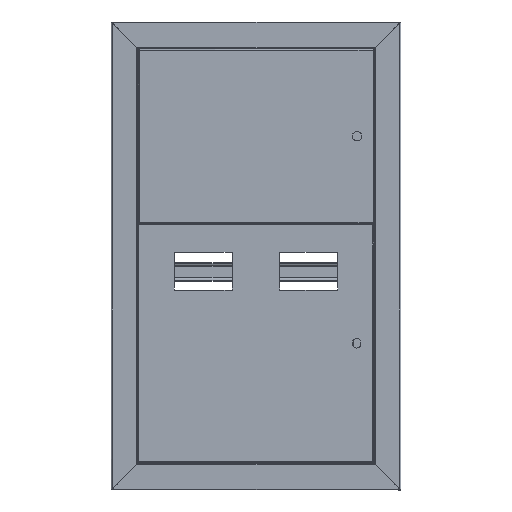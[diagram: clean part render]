
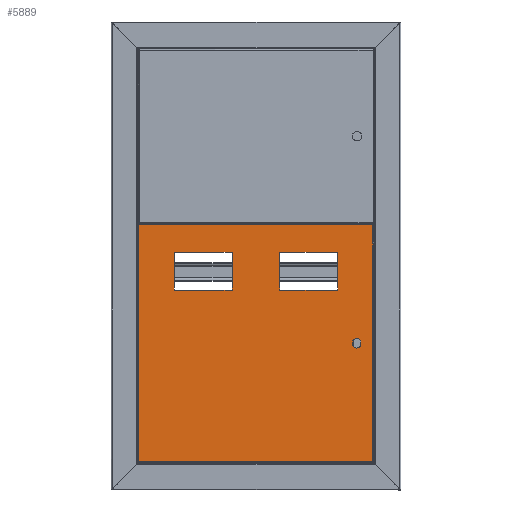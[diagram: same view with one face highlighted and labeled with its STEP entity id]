
A CAD part, top view. The second image highlights one B-rep face of the part: STEP entity #5889.
In plain terms, the highlighted planar face has unit normal (0, 0, 1).
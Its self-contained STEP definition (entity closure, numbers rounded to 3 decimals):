
#5889=ADVANCED_FACE('',(#10251,#10253,#10255,#10257),#10259,.T.);
#10251=FACE_BOUND('',#10252,.T.);
#10252=EDGE_LOOP('',(#13187,#13188,#13189,#13190));
#10253=FACE_BOUND('',#10254,.T.);
#10254=EDGE_LOOP('',(#13191,#13192,#13193,#13194));
#10255=FACE_BOUND('',#10256,.T.);
#10256=EDGE_LOOP('',(#13195,#13196,#13197,#13198));
#10257=FACE_BOUND('',#10258,.T.);
#10258=EDGE_LOOP('',(#13199,#13200,#13201,#13202));
#10259=PLANE('',#10260);
#10260=AXIS2_PLACEMENT_3D('',#10261,#10262,#10263);
#10261=CARTESIAN_POINT('',(0.,0.,0.));
#10262=DIRECTION('',(0.,0.,1.));
#10263=DIRECTION('',(1.,0.,0.));
#13187=ORIENTED_EDGE('',*,*,#14618,.F.);
#13188=ORIENTED_EDGE('',*,*,#14606,.F.);
#13189=ORIENTED_EDGE('',*,*,#14619,.T.);
#13190=ORIENTED_EDGE('',*,*,#14620,.F.);
#13191=ORIENTED_EDGE('',*,*,#14621,.T.);
#13192=ORIENTED_EDGE('',*,*,#14622,.T.);
#13193=ORIENTED_EDGE('',*,*,#14623,.T.);
#13194=ORIENTED_EDGE('',*,*,#14624,.T.);
#13195=ORIENTED_EDGE('',*,*,#14625,.T.);
#13196=ORIENTED_EDGE('',*,*,#14626,.T.);
#13197=ORIENTED_EDGE('',*,*,#14627,.T.);
#13198=ORIENTED_EDGE('',*,*,#14628,.T.);
#13199=ORIENTED_EDGE('',*,*,#14629,.T.);
#13200=ORIENTED_EDGE('',*,*,#14630,.T.);
#13201=ORIENTED_EDGE('',*,*,#14631,.T.);
#13202=ORIENTED_EDGE('',*,*,#14632,.T.);
#14606=EDGE_CURVE('',#16666,#16668,#16669,.T.);
#14618=EDGE_CURVE('',#16668,#16686,#16687,.T.);
#14619=EDGE_CURVE('',#16666,#16688,#16689,.T.);
#14620=EDGE_CURVE('',#16686,#16688,#16690,.T.);
#14621=EDGE_CURVE('',#16691,#16692,#16693,.F.);
#14622=EDGE_CURVE('',#16692,#16694,#16695,.F.);
#14623=EDGE_CURVE('',#16694,#16696,#16697,.F.);
#14624=EDGE_CURVE('',#16696,#16691,#16698,.F.);
#14625=EDGE_CURVE('',#16699,#16700,#16701,.F.);
#14626=EDGE_CURVE('',#16700,#16702,#16703,.F.);
#14627=EDGE_CURVE('',#16702,#16704,#16705,.F.);
#14628=EDGE_CURVE('',#16704,#16699,#16706,.F.);
#14629=EDGE_CURVE('',#16707,#16708,#16709,.F.);
#14630=EDGE_CURVE('',#16708,#16710,#16711,.F.);
#14631=EDGE_CURVE('',#16710,#16712,#16713,.F.);
#14632=EDGE_CURVE('',#16712,#16707,#16714,.F.);
#16666=VERTEX_POINT('',#22282);
#16668=VERTEX_POINT('',#22287);
#16669=LINE('',#22288,#22289);
#16686=VERTEX_POINT('',#22359);
#16687=LINE('',#22360,#22361);
#16688=VERTEX_POINT('',#22363);
#16689=LINE('',#22364,#22365);
#16690=LINE('',#22367,#22368);
#16691=VERTEX_POINT('',#22370);
#16692=VERTEX_POINT('',#22371);
#16693=CIRCLE('',#22372,9.);
#16694=VERTEX_POINT('',#22376);
#16695=LINE('',#22377,#22378);
#16696=VERTEX_POINT('',#22380);
#16697=CIRCLE('',#22381,9.);
#16698=LINE('',#22385,#22386);
#16699=VERTEX_POINT('',#22388);
#16700=VERTEX_POINT('',#22389);
#16701=LINE('',#22390,#22391);
#16702=VERTEX_POINT('',#22393);
#16703=LINE('',#22394,#22395);
#16704=VERTEX_POINT('',#22397);
#16705=LINE('',#22398,#22399);
#16706=LINE('',#22401,#22402);
#16707=VERTEX_POINT('',#22404);
#16708=VERTEX_POINT('',#22405);
#16709=LINE('',#22406,#22407);
#16710=VERTEX_POINT('',#22409);
#16711=LINE('',#22410,#22411);
#16712=VERTEX_POINT('',#22413);
#16713=LINE('',#22414,#22415);
#16714=LINE('',#22417,#22418);
#22282=CARTESIAN_POINT('',(-222.5,224.5,0.));
#22287=CARTESIAN_POINT('',(221.8,224.5,0.));
#22288=CARTESIAN_POINT('',(-222.5,224.5,0.));
#22289=VECTOR('',#22290,1.);
#22290=DIRECTION('',(1.,0.,0.));
#22359=CARTESIAN_POINT('',(221.8,-224.5,0.));
#22360=CARTESIAN_POINT('',(221.8,224.5,0.));
#22361=VECTOR('',#22362,1.);
#22362=DIRECTION('',(0.,-1.,0.));
#22363=CARTESIAN_POINT('',(-222.5,-224.5,0.));
#22364=CARTESIAN_POINT('',(-222.5,224.5,0.));
#22365=VECTOR('',#22366,1.);
#22366=DIRECTION('',(0.,-1.,0.));
#22367=CARTESIAN_POINT('',(221.8,-224.5,0.));
#22368=VECTOR('',#22369,1.);
#22369=DIRECTION('',(-1.,0.,0.));
#22370=CARTESIAN_POINT('',(199.294,-4.5,0.));
#22371=CARTESIAN_POINT('',(183.706,-4.5,0.));
#22372=AXIS2_PLACEMENT_3D('',#22373,#22374,#22375);
#22373=CARTESIAN_POINT('',(191.5,0.,0.));
#22374=DIRECTION('',(0.,0.,1.));
#22375=DIRECTION('',(-0.866,-0.5,0.));
#22376=CARTESIAN_POINT('',(183.706,4.5,0.));
#22377=CARTESIAN_POINT('',(183.706,4.5,0.));
#22378=VECTOR('',#22379,1.);
#22379=DIRECTION('',(0.,-1.,0.));
#22380=CARTESIAN_POINT('',(199.294,4.5,0.));
#22381=AXIS2_PLACEMENT_3D('',#22382,#22383,#22384);
#22382=CARTESIAN_POINT('',(191.5,0.,0.));
#22383=DIRECTION('',(0.,0.,1.));
#22384=DIRECTION('',(0.866,0.5,0.));
#22385=CARTESIAN_POINT('',(199.294,-4.5,0.));
#22386=VECTOR('',#22387,1.);
#22387=DIRECTION('',(0.,1.,0.));
#22388=CARTESIAN_POINT('',(45.,101.,0.));
#22389=CARTESIAN_POINT('',(45.,173.,0.));
#22390=CARTESIAN_POINT('',(45.,173.,0.));
#22391=VECTOR('',#22392,1.);
#22392=DIRECTION('',(0.,-1.,0.));
#22393=CARTESIAN_POINT('',(155.,173.,0.));
#22394=CARTESIAN_POINT('',(155.,173.,0.));
#22395=VECTOR('',#22396,1.);
#22396=DIRECTION('',(-1.,0.,0.));
#22397=CARTESIAN_POINT('',(155.,101.,0.));
#22398=CARTESIAN_POINT('',(155.,101.,0.));
#22399=VECTOR('',#22400,1.);
#22400=DIRECTION('',(0.,1.,0.));
#22401=CARTESIAN_POINT('',(45.,101.,0.));
#22402=VECTOR('',#22403,1.);
#22403=DIRECTION('',(1.,0.,0.));
#22404=CARTESIAN_POINT('',(-155.,101.,0.));
#22405=CARTESIAN_POINT('',(-155.,173.,0.));
#22406=CARTESIAN_POINT('',(-155.,173.,0.));
#22407=VECTOR('',#22408,1.);
#22408=DIRECTION('',(0.,-1.,0.));
#22409=CARTESIAN_POINT('',(-45.,173.,0.));
#22410=CARTESIAN_POINT('',(-45.,173.,0.));
#22411=VECTOR('',#22412,1.);
#22412=DIRECTION('',(-1.,0.,0.));
#22413=CARTESIAN_POINT('',(-45.,101.,0.));
#22414=CARTESIAN_POINT('',(-45.,101.,0.));
#22415=VECTOR('',#22416,1.);
#22416=DIRECTION('',(0.,1.,0.));
#22417=CARTESIAN_POINT('',(-155.,101.,0.));
#22418=VECTOR('',#22419,1.);
#22419=DIRECTION('',(1.,0.,0.));
